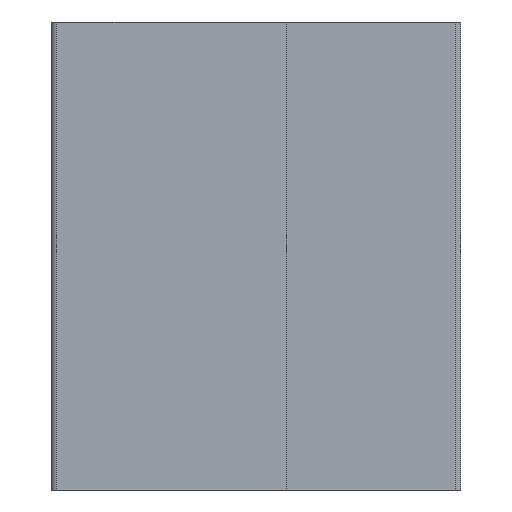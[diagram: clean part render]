
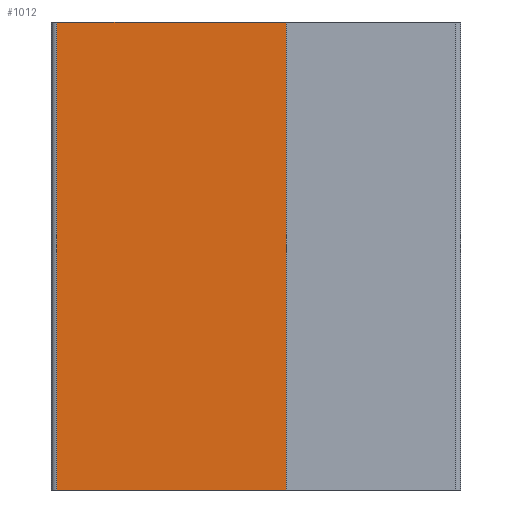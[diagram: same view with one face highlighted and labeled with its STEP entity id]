
A CAD part, front view. The second image highlights one B-rep face of the part: STEP entity #1012.
In plain terms, the highlighted planar face has unit normal (0, -1, 0).
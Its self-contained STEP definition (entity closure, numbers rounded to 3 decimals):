
#102 = VECTOR ( 'NONE', #2318, 1000. ) ;
#198 = AXIS2_PLACEMENT_3D ( 'NONE', #403, #1643, #2904 ) ;
#288 = ORIENTED_EDGE ( 'NONE', *, *, #3612, .F. ) ;
#361 = CARTESIAN_POINT ( 'NONE',  ( -27.65, -39.55, 65. ) ) ;
#362 = DIRECTION ( 'NONE',  ( 1., 0., 0. ) ) ;
#403 = CARTESIAN_POINT ( 'NONE',  ( -4.2, -39.55, 65. ) ) ;
#964 = DIRECTION ( 'NONE',  ( 1., 0., 0. ) ) ;
#1012 = ADVANCED_FACE ( 'NONE', ( #1956 ), #3205, .F. ) ;
#1068 = CARTESIAN_POINT ( 'NONE',  ( 4.2, -39.55, 65. ) ) ;
#1368 = ORIENTED_EDGE ( 'NONE', *, *, #3479, .F. ) ;
#1599 = DIRECTION ( 'NONE',  ( 0., 0., -1. ) ) ;
#1643 = DIRECTION ( 'NONE',  ( 0., 1., 0. ) ) ;
#1655 = CARTESIAN_POINT ( 'NONE',  ( 4.2, -39.55, 0. ) ) ;
#1733 = VECTOR ( 'NONE', #362, 1000. ) ;
#1915 = LINE ( 'NONE', #3164, #1733 ) ;
#1954 = VERTEX_POINT ( 'NONE', #2704 ) ;
#1956 = FACE_OUTER_BOUND ( 'NONE', #2800, .T. ) ;
#2098 = ORIENTED_EDGE ( 'NONE', *, *, #2159, .T. ) ;
#2159 = EDGE_CURVE ( 'NONE', #3409, #3964, #2540, .T. ) ;
#2244 = VECTOR ( 'NONE', #1599, 1000. ) ;
#2282 = EDGE_CURVE ( 'NONE', #2705, #3409, #3163, .T. ) ;
#2318 = DIRECTION ( 'NONE',  ( 0., 0., -1. ) ) ;
#2540 = LINE ( 'NONE', #3776, #3425 ) ;
#2661 = ORIENTED_EDGE ( 'NONE', *, *, #2282, .T. ) ;
#2704 = CARTESIAN_POINT ( 'NONE',  ( 4.2, -39.55, 65. ) ) ;
#2705 = VERTEX_POINT ( 'NONE', #3515 ) ;
#2800 = EDGE_LOOP ( 'NONE', ( #2098, #288, #1368, #2661 ) ) ;
#2904 = DIRECTION ( 'NONE',  ( 0., 0., 1. ) ) ;
#3163 = LINE ( 'NONE', #361, #2244 ) ;
#3164 = CARTESIAN_POINT ( 'NONE',  ( -4.2, -39.55, 65. ) ) ;
#3205 = PLANE ( 'NONE',  #198 ) ;
#3409 = VERTEX_POINT ( 'NONE', #3726 ) ;
#3425 = VECTOR ( 'NONE', #964, 1000. ) ;
#3479 = EDGE_CURVE ( 'NONE', #2705, #1954, #1915, .T. ) ;
#3515 = CARTESIAN_POINT ( 'NONE',  ( -27.65, -39.55, 65. ) ) ;
#3612 = EDGE_CURVE ( 'NONE', #1954, #3964, #3867, .T. ) ;
#3726 = CARTESIAN_POINT ( 'NONE',  ( -27.65, -39.55, 0. ) ) ;
#3776 = CARTESIAN_POINT ( 'NONE',  ( -4.2, -39.55, 0. ) ) ;
#3867 = LINE ( 'NONE', #1068, #102 ) ;
#3964 = VERTEX_POINT ( 'NONE', #1655 ) ;
